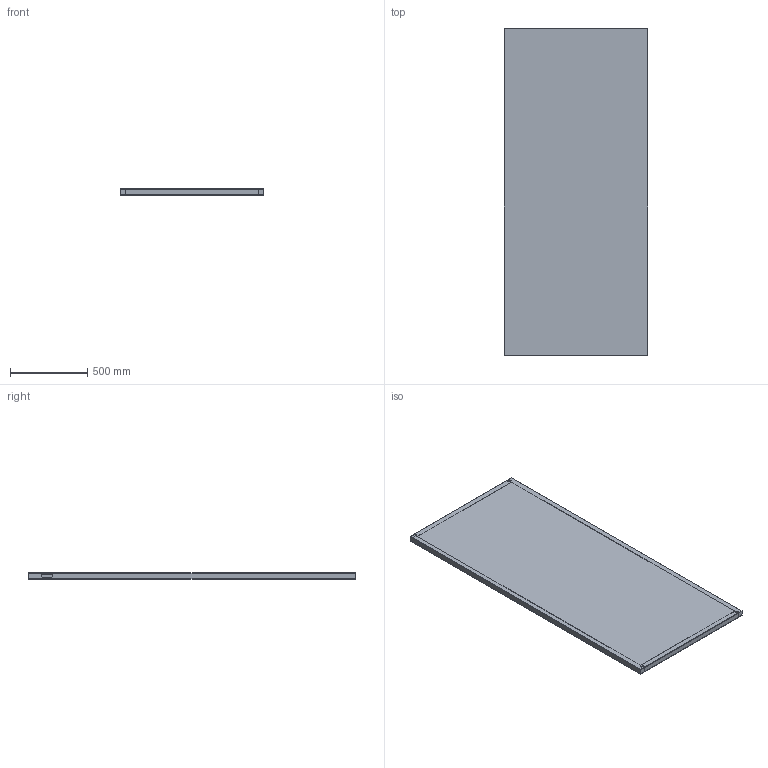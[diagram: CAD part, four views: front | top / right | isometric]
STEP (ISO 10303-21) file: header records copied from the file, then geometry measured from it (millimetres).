
FILE_DESCRIPTION(/* description */ (''),/* implementation_level */ '2;1');
FILE_NAME(/* name */ 'Assembly Framed Panel TACTON.stp',/* time_stamp */ '2023-09-05T12:21:20+02:00',/* author */ ('Eribel'),/* organization */ (''),/* preprocessor_version */ 'ST-DEVELOPER v19',/* originating_system */ 'Autodesk Inventor 2023',/* authorisation */ '');
FILE_SCHEMA (('AUTOMOTIVE_DESIGN { 1 0 10303 214 3 1 1 }'));
Length unit declared in the file: millimetre
Products named in the file (19): Panel Frame Assembly; Framed Panel Filling; Outer Filling Plate1; Framed Panel Outer Single Frame; Framed Panel Outer Beam Upper; Framed Panel Outer Beam Lower; Framed Panel Outer Beam Left; Framed Panel Outer Beam Right; Framed Panel CoverLayer Front; Framed Panel CoverLayer Back; Staple; Seal1Left_Placeholder; Seal2Left_Placeholder; Seal1LeftOval_Placeholder; Seal2LeftOval_Placeholder; Seal1Right_Placeholder; Seal2Right_Placeholder; Seal1RightOval_Placeholder; Seal2RightOval_Placeholder
Assembly tree (18 placements, depth 3):
  Panel Frame Assembly
    Framed Panel Filling
      Outer Filling Plate1
    Framed Panel Outer Single Frame
      Framed Panel Outer Beam Upper
      Framed Panel Outer Beam Lower
      Framed Panel Outer Beam Left
      Framed Panel Outer Beam Right
    Framed Panel CoverLayer Front
    Framed Panel CoverLayer Back
    Staple
    Seal1Left_Placeholder
    Seal2Left_Placeholder
    Seal1LeftOval_Placeholder
    Seal2LeftOval_Placeholder
    Seal1Right_Placeholder
    Seal2Right_Placeholder
    Seal1RightOval_Placeholder
    Seal2RightOval_Placeholder
Bounding box: 930 x 2115 x 39 mm (x, y, z)
Volume: 54167011.7 mm3; surface area: 16152019.8 mm2
Topology: 34 solids, 34 shells, 704 faces, 1689 edges, 1054 vertices
Faces by surface type: plane 262, cylinder 226, cone 108, torus 108
Full cylindrical faces by diameter (mm): 23 x61
Entity records: 22009 total; most frequent: CARTESIAN_POINT 4342, DIRECTION 3812, ORIENTED_EDGE 3378, EDGE_CURVE 1689, AXIS2_PLACEMENT_3D 1517, VERTEX_POINT 1054, EDGE_LOOP 827, LINE 778
